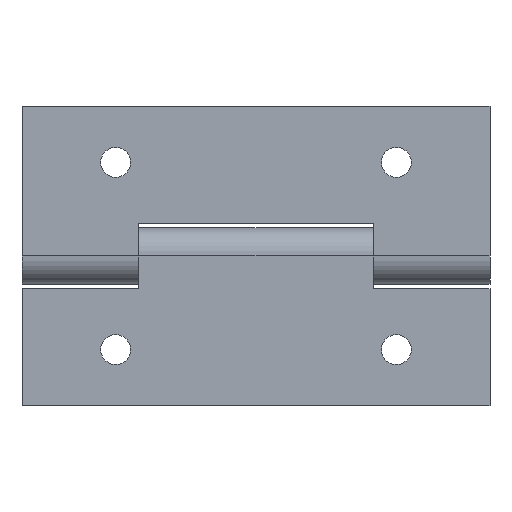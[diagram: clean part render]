
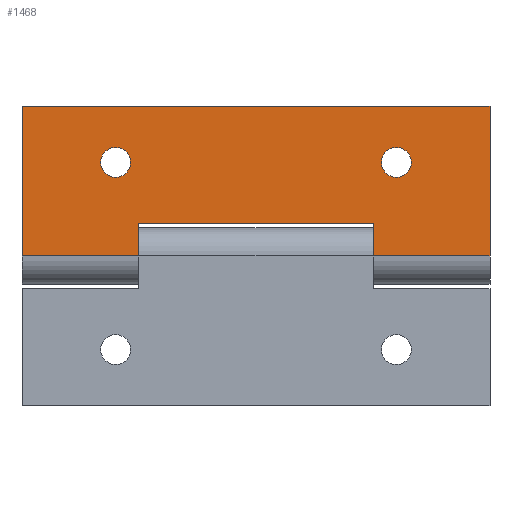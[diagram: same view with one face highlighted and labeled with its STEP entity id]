
A CAD part, front view. The second image highlights one B-rep face of the part: STEP entity #1468.
In plain terms, the highlighted planar face has unit normal (0, -1, 0).
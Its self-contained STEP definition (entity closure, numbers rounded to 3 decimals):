
#2 = ORIENTED_EDGE ( 'NONE', *, *, #1646, .F. ) ;
#7 = AXIS2_PLACEMENT_3D ( 'NONE', #1371, #268, #1673 ) ;
#16 = VECTOR ( 'NONE', #642, 1000. ) ;
#21 = VERTEX_POINT ( 'NONE', #1178 ) ;
#23 = VERTEX_POINT ( 'NONE', #98 ) ;
#24 = CARTESIAN_POINT ( 'NONE',  ( -25., -3., 0. ) ) ;
#27 = CARTESIAN_POINT ( 'NONE',  ( 25., -3., 16. ) ) ;
#47 = DIRECTION ( 'NONE',  ( -1., 0., 0. ) ) ;
#73 = ORIENTED_EDGE ( 'NONE', *, *, #138, .T. ) ;
#77 = VERTEX_POINT ( 'NONE', #1514 ) ;
#98 = CARTESIAN_POINT ( 'NONE',  ( -15., -3., 11.6 ) ) ;
#105 = CARTESIAN_POINT ( 'NONE',  ( -25., -3., 0. ) ) ;
#126 = ORIENTED_EDGE ( 'NONE', *, *, #815, .T. ) ;
#133 = VECTOR ( 'NONE', #798, 1000. ) ;
#138 = EDGE_CURVE ( 'NONE', #279, #221, #1528, .T. ) ;
#155 = DIRECTION ( 'NONE',  ( 0., 0., -1. ) ) ;
#160 = DIRECTION ( 'NONE',  ( 0., 0., 1. ) ) ;
#168 = AXIS2_PLACEMENT_3D ( 'NONE', #731, #1809, #1826 ) ;
#213 = EDGE_CURVE ( 'NONE', #1220, #77, #1312, .T. ) ;
#221 = VERTEX_POINT ( 'NONE', #622 ) ;
#226 = FACE_BOUND ( 'NONE', #242, .T. ) ;
#242 = EDGE_LOOP ( 'NONE', ( #1378, #1512 ) ) ;
#247 = EDGE_CURVE ( 'NONE', #500, #23, #1390, .T. ) ;
#268 = DIRECTION ( 'NONE',  ( 0., 1., 0. ) ) ;
#279 = VERTEX_POINT ( 'NONE', #923 ) ;
#295 = CARTESIAN_POINT ( 'NONE',  ( -15., -3., 10. ) ) ;
#322 = LINE ( 'NONE', #1517, #934 ) ;
#333 = CARTESIAN_POINT ( 'NONE',  ( -12.6, -3., 3.5 ) ) ;
#345 = AXIS2_PLACEMENT_3D ( 'NONE', #1858, #1391, #160 ) ;
#349 = FACE_BOUND ( 'NONE', #1672, .T. ) ;
#371 = EDGE_CURVE ( 'NONE', #1928, #21, #1601, .T. ) ;
#394 = CARTESIAN_POINT ( 'NONE',  ( -25., -3., 16. ) ) ;
#399 = AXIS2_PLACEMENT_3D ( 'NONE', #737, #602, #1974 ) ;
#423 = EDGE_CURVE ( 'NONE', #596, #717, #1791, .T. ) ;
#429 = DIRECTION ( 'NONE',  ( -1., 0., 0. ) ) ;
#456 = VECTOR ( 'NONE', #1731, 1000. ) ;
#500 = VERTEX_POINT ( 'NONE', #1755 ) ;
#517 = ORIENTED_EDGE ( 'NONE', *, *, #747, .F. ) ;
#519 = ORIENTED_EDGE ( 'NONE', *, *, #423, .T. ) ;
#533 = VECTOR ( 'NONE', #47, 1000. ) ;
#596 = VERTEX_POINT ( 'NONE', #394 ) ;
#602 = DIRECTION ( 'NONE',  ( 0., 1., 0. ) ) ;
#622 = CARTESIAN_POINT ( 'NONE',  ( 15., -3., 11.6 ) ) ;
#628 = ORIENTED_EDGE ( 'NONE', *, *, #371, .F. ) ;
#642 = DIRECTION ( 'NONE',  ( 0., 0., 1. ) ) ;
#655 = CARTESIAN_POINT ( 'NONE',  ( 12.6, -3., 3.5 ) ) ;
#678 = FACE_OUTER_BOUND ( 'NONE', #719, .T. ) ;
#717 = VERTEX_POINT ( 'NONE', #105 ) ;
#719 = EDGE_LOOP ( 'NONE', ( #1587, #2, #517, #628, #980, #1611, #1393, #519 ) ) ;
#731 = CARTESIAN_POINT ( 'NONE',  ( 15., -3., 10. ) ) ;
#737 = CARTESIAN_POINT ( 'NONE',  ( 25., -3., 0. ) ) ;
#747 = EDGE_CURVE ( 'NONE', #21, #1629, #779, .T. ) ;
#779 = LINE ( 'NONE', #1347, #987 ) ;
#798 = DIRECTION ( 'NONE',  ( 0., 0., -1. ) ) ;
#815 = EDGE_CURVE ( 'NONE', #221, #279, #1814, .T. ) ;
#869 = CARTESIAN_POINT ( 'NONE',  ( 12.6, -3., 0. ) ) ;
#892 = EDGE_CURVE ( 'NONE', #23, #500, #1498, .T. ) ;
#923 = CARTESIAN_POINT ( 'NONE',  ( 15., -3., 8.4 ) ) ;
#934 = VECTOR ( 'NONE', #1203, 1000. ) ;
#980 = ORIENTED_EDGE ( 'NONE', *, *, #1470, .F. ) ;
#987 = VECTOR ( 'NONE', #429, 1000. ) ;
#1024 = VERTEX_POINT ( 'NONE', #1427 ) ;
#1028 = LINE ( 'NONE', #1925, #533 ) ;
#1062 = VECTOR ( 'NONE', #1526, 1000. ) ;
#1130 = CARTESIAN_POINT ( 'NONE',  ( 25., -3., 16. ) ) ;
#1178 = CARTESIAN_POINT ( 'NONE',  ( 12.6, -3., 3.5 ) ) ;
#1203 = DIRECTION ( 'NONE',  ( -1., 0., 0. ) ) ;
#1205 = EDGE_CURVE ( 'NONE', #1024, #717, #1028, .T. ) ;
#1220 = VERTEX_POINT ( 'NONE', #1130 ) ;
#1227 = DIRECTION ( 'NONE',  ( 0., 0., 1. ) ) ;
#1312 = LINE ( 'NONE', #1686, #1062 ) ;
#1341 = AXIS2_PLACEMENT_3D ( 'NONE', #295, #1679, #1227 ) ;
#1347 = CARTESIAN_POINT ( 'NONE',  ( -12.6, -3., 3.5 ) ) ;
#1371 = CARTESIAN_POINT ( 'NONE',  ( 15., -3., 10. ) ) ;
#1378 = ORIENTED_EDGE ( 'NONE', *, *, #892, .T. ) ;
#1390 = CIRCLE ( 'NONE', #1341, 1.6 ) ;
#1391 = DIRECTION ( 'NONE',  ( 0., 1., 0. ) ) ;
#1393 = ORIENTED_EDGE ( 'NONE', *, *, #1671, .T. ) ;
#1427 = CARTESIAN_POINT ( 'NONE',  ( -12.6, -3., 0. ) ) ;
#1428 = LINE ( 'NONE', #333, #133 ) ;
#1468 = ADVANCED_FACE ( 'NONE', ( #349, #226, #678 ), #1985, .F. ) ;
#1470 = EDGE_CURVE ( 'NONE', #77, #1928, #322, .T. ) ;
#1498 = CIRCLE ( 'NONE', #345, 1.6 ) ;
#1512 = ORIENTED_EDGE ( 'NONE', *, *, #247, .T. ) ;
#1514 = CARTESIAN_POINT ( 'NONE',  ( 25., -3., 0. ) ) ;
#1517 = CARTESIAN_POINT ( 'NONE',  ( 25., -3., 0. ) ) ;
#1526 = DIRECTION ( 'NONE',  ( 0., 0., -1. ) ) ;
#1528 = CIRCLE ( 'NONE', #7, 1.6 ) ;
#1587 = ORIENTED_EDGE ( 'NONE', *, *, #1205, .F. ) ;
#1601 = LINE ( 'NONE', #655, #16 ) ;
#1611 = ORIENTED_EDGE ( 'NONE', *, *, #213, .F. ) ;
#1629 = VERTEX_POINT ( 'NONE', #2010 ) ;
#1646 = EDGE_CURVE ( 'NONE', #1629, #1024, #1428, .T. ) ;
#1671 = EDGE_CURVE ( 'NONE', #1220, #596, #1760, .T. ) ;
#1672 = EDGE_LOOP ( 'NONE', ( #126, #73 ) ) ;
#1673 = DIRECTION ( 'NONE',  ( 0., 0., 1. ) ) ;
#1679 = DIRECTION ( 'NONE',  ( 0., 1., 0. ) ) ;
#1686 = CARTESIAN_POINT ( 'NONE',  ( 25., -3., 0. ) ) ;
#1731 = DIRECTION ( 'NONE',  ( -1., 0., 0. ) ) ;
#1739 = VECTOR ( 'NONE', #155, 1000. ) ;
#1755 = CARTESIAN_POINT ( 'NONE',  ( -15., -3., 8.4 ) ) ;
#1760 = LINE ( 'NONE', #27, #456 ) ;
#1791 = LINE ( 'NONE', #24, #1739 ) ;
#1809 = DIRECTION ( 'NONE',  ( 0., 1., 0. ) ) ;
#1814 = CIRCLE ( 'NONE', #168, 1.6 ) ;
#1826 = DIRECTION ( 'NONE',  ( 0., 0., 1. ) ) ;
#1858 = CARTESIAN_POINT ( 'NONE',  ( -15., -3., 10. ) ) ;
#1925 = CARTESIAN_POINT ( 'NONE',  ( 25., -3., 0. ) ) ;
#1928 = VERTEX_POINT ( 'NONE', #869 ) ;
#1974 = DIRECTION ( 'NONE',  ( 0., 0., 1. ) ) ;
#1985 = PLANE ( 'NONE',  #399 ) ;
#2010 = CARTESIAN_POINT ( 'NONE',  ( -12.6, -3., 3.5 ) ) ;
